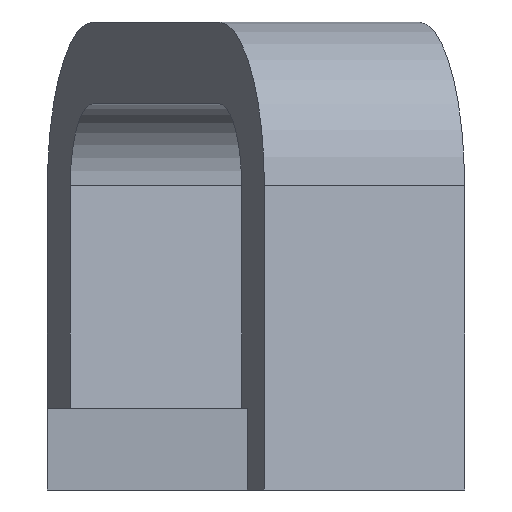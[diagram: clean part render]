
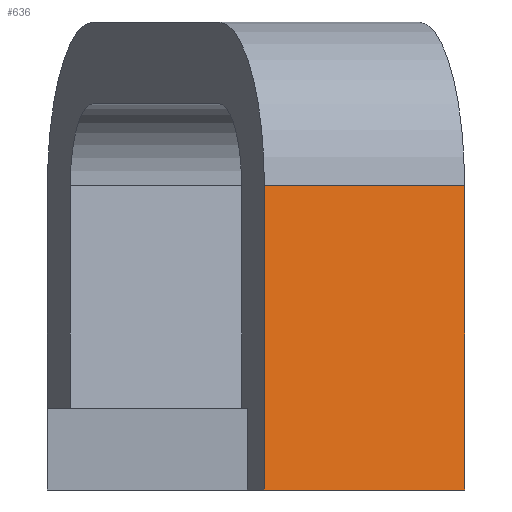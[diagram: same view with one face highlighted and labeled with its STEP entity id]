
A CAD part, left-side view. The second image highlights one B-rep face of the part: STEP entity #636.
In plain terms, the highlighted planar face has unit normal (-0.96, -0.279, 0).
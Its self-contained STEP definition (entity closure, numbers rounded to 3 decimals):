
#35 = DIRECTION ( 'NONE',  ( 0.279, -0.96, 0. ) ) ;
#72 = VERTEX_POINT ( 'NONE', #250 ) ;
#91 = CARTESIAN_POINT ( 'NONE',  ( -1.688, -1.02, 0.4 ) ) ;
#93 = ORIENTED_EDGE ( 'NONE', *, *, #550, .F. ) ;
#115 = VECTOR ( 'NONE', #35, 1000. ) ;
#156 = LINE ( 'NONE', #91, #313 ) ;
#165 = VERTEX_POINT ( 'NONE', #450 ) ;
#196 = ORIENTED_EDGE ( 'NONE', *, *, #345, .T. ) ;
#215 = CARTESIAN_POINT ( 'NONE',  ( -1.972, -0.041, 0. ) ) ;
#219 = CARTESIAN_POINT ( 'NONE',  ( -1.688, -1.02, 0.4 ) ) ;
#250 = CARTESIAN_POINT ( 'NONE',  ( -1.688, -1.02, 0. ) ) ;
#271 = ORIENTED_EDGE ( 'NONE', *, *, #555, .T. ) ;
#313 = VECTOR ( 'NONE', #358, 1000. ) ;
#319 = VECTOR ( 'NONE', #422, 1000. ) ;
#326 = CARTESIAN_POINT ( 'NONE',  ( -1.972, -0.041, 2.29 ) ) ;
#340 = EDGE_CURVE ( 'NONE', #165, #679, #543, .T. ) ;
#345 = EDGE_CURVE ( 'NONE', #679, #562, #711, .T. ) ;
#349 = FACE_OUTER_BOUND ( 'NONE', #762, .T. ) ;
#358 = DIRECTION ( 'NONE',  ( 0., 0., -1. ) ) ;
#361 = CARTESIAN_POINT ( 'NONE',  ( -1.972, -0.041, 1.49 ) ) ;
#393 = DIRECTION ( 'NONE',  ( 0., 0., -1. ) ) ;
#422 = DIRECTION ( 'NONE',  ( 0., 0., -1. ) ) ;
#450 = CARTESIAN_POINT ( 'NONE',  ( -1.688, -1.02, 1.49 ) ) ;
#452 = EDGE_CURVE ( 'NONE', #584, #72, #156, .T. ) ;
#482 = DIRECTION ( 'NONE',  ( -0.279, 0.96, 0. ) ) ;
#524 = DIRECTION ( 'NONE',  ( 0.96, 0.279, 0. ) ) ;
#543 = LINE ( 'NONE', #655, #651 ) ;
#548 = AXIS2_PLACEMENT_3D ( 'NONE', #702, #524, #757 ) ;
#549 = ORIENTED_EDGE ( 'NONE', *, *, #452, .F. ) ;
#550 = EDGE_CURVE ( 'NONE', #165, #584, #581, .T. ) ;
#555 = EDGE_CURVE ( 'NONE', #562, #72, #566, .T. ) ;
#562 = VERTEX_POINT ( 'NONE', #215 ) ;
#566 = LINE ( 'NONE', #624, #115 ) ;
#581 = LINE ( 'NONE', #692, #617 ) ;
#584 = VERTEX_POINT ( 'NONE', #219 ) ;
#617 = VECTOR ( 'NONE', #393, 1000. ) ;
#624 = CARTESIAN_POINT ( 'NONE',  ( -1.83, -0.531, 0. ) ) ;
#636 = ADVANCED_FACE ( 'NONE', ( #349 ), #657, .F. ) ;
#651 = VECTOR ( 'NONE', #482, 1000. ) ;
#655 = CARTESIAN_POINT ( 'NONE',  ( -1.972, -0.041, 1.49 ) ) ;
#657 = PLANE ( 'NONE',  #548 ) ;
#679 = VERTEX_POINT ( 'NONE', #361 ) ;
#686 = ORIENTED_EDGE ( 'NONE', *, *, #340, .T. ) ;
#692 = CARTESIAN_POINT ( 'NONE',  ( -1.688, -1.02, 2.29 ) ) ;
#702 = CARTESIAN_POINT ( 'NONE',  ( -1.83, -0.531, 2.29 ) ) ;
#711 = LINE ( 'NONE', #326, #319 ) ;
#757 = DIRECTION ( 'NONE',  ( -0.279, 0.96, 0. ) ) ;
#762 = EDGE_LOOP ( 'NONE', ( #93, #686, #196, #271, #549 ) ) ;
